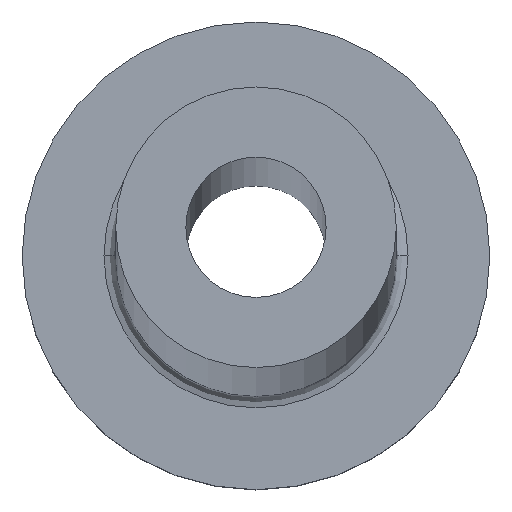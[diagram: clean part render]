
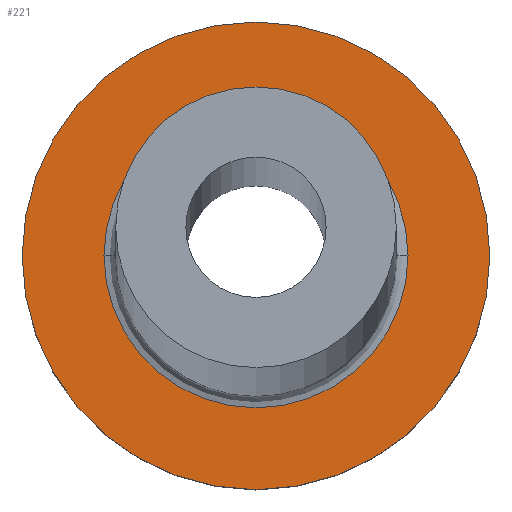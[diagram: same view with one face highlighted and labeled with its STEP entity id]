
A CAD part, top view. The second image highlights one B-rep face of the part: STEP entity #221.
In plain terms, the highlighted planar face has unit normal (0, 0, 1).
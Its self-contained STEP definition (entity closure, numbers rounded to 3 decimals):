
#1 = ORIENTED_EDGE ( 'NONE', *, *, #137, .T. ) ;
#2 = CARTESIAN_POINT ( 'NONE',  ( -6.5, 0., 7. ) ) ;
#10 = EDGE_LOOP ( 'NONE', ( #145, #251 ) ) ;
#16 = CARTESIAN_POINT ( 'NONE',  ( 0., 0., 7. ) ) ;
#17 = DIRECTION ( 'NONE',  ( 0., 0., 1. ) ) ;
#31 = DIRECTION ( 'NONE',  ( 0., 0., -1. ) ) ;
#38 = VERTEX_POINT ( 'NONE', #325 ) ;
#40 = VERTEX_POINT ( 'NONE', #134 ) ;
#42 = VERTEX_POINT ( 'NONE', #199 ) ;
#62 = CIRCLE ( 'NONE', #113, 6.5 ) ;
#68 = CIRCLE ( 'NONE', #161, 10. ) ;
#77 = AXIS2_PLACEMENT_3D ( 'NONE', #229, #233, #339 ) ;
#93 = DIRECTION ( 'NONE',  ( 1., 0., 0. ) ) ;
#96 = CARTESIAN_POINT ( 'NONE',  ( 0., 0., 7. ) ) ;
#107 = EDGE_LOOP ( 'NONE', ( #139, #1 ) ) ;
#110 = DIRECTION ( 'NONE',  ( 1., 0., 0. ) ) ;
#113 = AXIS2_PLACEMENT_3D ( 'NONE', #328, #31, #110 ) ;
#134 = CARTESIAN_POINT ( 'NONE',  ( 10., 0., 7. ) ) ;
#137 = EDGE_CURVE ( 'NONE', #180, #38, #363, .T. ) ;
#139 = ORIENTED_EDGE ( 'NONE', *, *, #192, .T. ) ;
#145 = ORIENTED_EDGE ( 'NONE', *, *, #208, .T. ) ;
#161 = AXIS2_PLACEMENT_3D ( 'NONE', #96, #272, #377 ) ;
#168 = CIRCLE ( 'NONE', #224, 10. ) ;
#171 = FACE_BOUND ( 'NONE', #107, .T. ) ;
#174 = FACE_OUTER_BOUND ( 'NONE', #10, .T. ) ;
#180 = VERTEX_POINT ( 'NONE', #2 ) ;
#192 = EDGE_CURVE ( 'NONE', #38, #180, #62, .T. ) ;
#199 = CARTESIAN_POINT ( 'NONE',  ( -10., 0., 7. ) ) ;
#208 = EDGE_CURVE ( 'NONE', #42, #40, #168, .T. ) ;
#221 = ADVANCED_FACE ( 'NONE', ( #171, #174 ), #319, .T. ) ;
#224 = AXIS2_PLACEMENT_3D ( 'NONE', #16, #340, #93 ) ;
#229 = CARTESIAN_POINT ( 'NONE',  ( 0., 0., 7. ) ) ;
#233 = DIRECTION ( 'NONE',  ( 0., 0., -1. ) ) ;
#251 = ORIENTED_EDGE ( 'NONE', *, *, #348, .T. ) ;
#272 = DIRECTION ( 'NONE',  ( 0., 0., 1. ) ) ;
#314 = CARTESIAN_POINT ( 'NONE',  ( 0., 0., 7. ) ) ;
#319 = PLANE ( 'NONE',  #320 ) ;
#320 = AXIS2_PLACEMENT_3D ( 'NONE', #314, #17, #349 ) ;
#325 = CARTESIAN_POINT ( 'NONE',  ( 6.5, 0., 7. ) ) ;
#328 = CARTESIAN_POINT ( 'NONE',  ( 0., 0., 7. ) ) ;
#339 = DIRECTION ( 'NONE',  ( 1., 0., 0. ) ) ;
#340 = DIRECTION ( 'NONE',  ( 0., 0., 1. ) ) ;
#348 = EDGE_CURVE ( 'NONE', #40, #42, #68, .T. ) ;
#349 = DIRECTION ( 'NONE',  ( 1., 0., 0. ) ) ;
#363 = CIRCLE ( 'NONE', #77, 6.5 ) ;
#377 = DIRECTION ( 'NONE',  ( 1., 0., 0. ) ) ;
